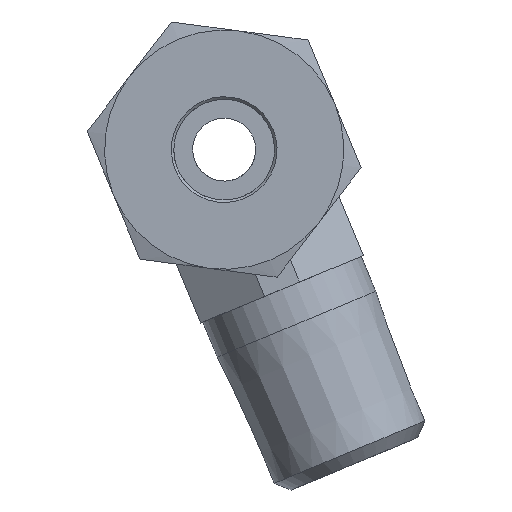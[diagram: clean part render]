
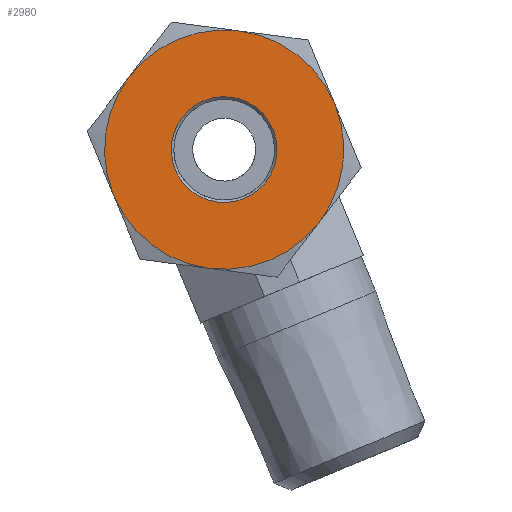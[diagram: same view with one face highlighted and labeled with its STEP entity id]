
A CAD part, front view. The second image highlights one B-rep face of the part: STEP entity #2980.
In plain terms, the highlighted face is planar.
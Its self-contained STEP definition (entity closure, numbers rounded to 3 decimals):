
#2884=CARTESIAN_POINT('',(4.2,0.,16.5));
#2885=VERTEX_POINT('',#2884);
#2886=CARTESIAN_POINT('',(0.0,0.0,16.5));
#2887=DIRECTION('',(0.0,0.0,1.0));
#2888=DIRECTION('',(-1.0,0.0,0.0));
#2889=AXIS2_PLACEMENT_3D('',#2886,#2887,#2888);
#2890=CIRCLE('',#2889,4.2);
#2891=EDGE_CURVE('',#2885,#2885,#2890,.T.);
#2916=CARTESIAN_POINT('',(0.,0.,16.5));
#2917=DIRECTION('',(0.0,0.0,1.0));
#2918=DIRECTION('',(1.0,0.0,0.0));
#2919=AXIS2_PLACEMENT_3D('',#2916,#2917,#2918);
#2920=PLANE('',#2919);
#2921=CARTESIAN_POINT('',(-4.75,-8.227,16.5));
#2922=VERTEX_POINT('',#2921);
#2923=CARTESIAN_POINT('',(4.75,-8.227,16.5));
#2924=VERTEX_POINT('',#2923);
#2925=CARTESIAN_POINT('',(0.0,0.0,16.5));
#2926=DIRECTION('',(0.0,0.0,1.0));
#2927=DIRECTION('',(-0.5,-0.866,0.0));
#2928=AXIS2_PLACEMENT_3D('',#2925,#2926,#2927);
#2929=CIRCLE('',#2928,9.5);
#2930=EDGE_CURVE('',#2922,#2924,#2929,.T.);
#2931=ORIENTED_EDGE('',*,*,#2930,.T.);
#2932=CARTESIAN_POINT('',(9.5,0.,16.5));
#2933=VERTEX_POINT('',#2932);
#2934=CARTESIAN_POINT('',(0.0,0.0,16.5));
#2935=DIRECTION('',(0.0,0.0,1.0));
#2936=DIRECTION('',(-0.5,-0.866,0.0));
#2937=AXIS2_PLACEMENT_3D('',#2934,#2935,#2936);
#2938=CIRCLE('',#2937,9.5);
#2939=EDGE_CURVE('',#2924,#2933,#2938,.T.);
#2940=ORIENTED_EDGE('',*,*,#2939,.T.);
#2941=CARTESIAN_POINT('',(4.75,8.227,16.5));
#2942=VERTEX_POINT('',#2941);
#2943=CARTESIAN_POINT('',(0.0,0.0,16.5));
#2944=DIRECTION('',(0.0,0.0,1.0));
#2945=DIRECTION('',(-0.5,-0.866,0.0));
#2946=AXIS2_PLACEMENT_3D('',#2943,#2944,#2945);
#2947=CIRCLE('',#2946,9.5);
#2948=EDGE_CURVE('',#2933,#2942,#2947,.T.);
#2949=ORIENTED_EDGE('',*,*,#2948,.T.);
#2950=CARTESIAN_POINT('',(-4.75,8.227,16.5));
#2951=VERTEX_POINT('',#2950);
#2952=CARTESIAN_POINT('',(0.0,0.0,16.5));
#2953=DIRECTION('',(0.0,0.0,1.0));
#2954=DIRECTION('',(-0.5,-0.866,0.0));
#2955=AXIS2_PLACEMENT_3D('',#2952,#2953,#2954);
#2956=CIRCLE('',#2955,9.5);
#2957=EDGE_CURVE('',#2942,#2951,#2956,.T.);
#2958=ORIENTED_EDGE('',*,*,#2957,.T.);
#2959=CARTESIAN_POINT('',(-9.5,0.0,16.5));
#2960=VERTEX_POINT('',#2959);
#2961=CARTESIAN_POINT('',(0.0,0.0,16.5));
#2962=DIRECTION('',(0.0,0.0,1.0));
#2963=DIRECTION('',(-0.5,-0.866,0.0));
#2964=AXIS2_PLACEMENT_3D('',#2961,#2962,#2963);
#2965=CIRCLE('',#2964,9.5);
#2966=EDGE_CURVE('',#2951,#2960,#2965,.T.);
#2967=ORIENTED_EDGE('',*,*,#2966,.T.);
#2968=CARTESIAN_POINT('',(0.0,0.0,16.5));
#2969=DIRECTION('',(0.0,0.0,1.0));
#2970=DIRECTION('',(-0.5,-0.866,0.0));
#2971=AXIS2_PLACEMENT_3D('',#2968,#2969,#2970);
#2972=CIRCLE('',#2971,9.5);
#2973=EDGE_CURVE('',#2960,#2922,#2972,.T.);
#2974=ORIENTED_EDGE('',*,*,#2973,.T.);
#2975=EDGE_LOOP('',(#2931,#2940,#2949,#2958,#2967,#2974));
#2976=FACE_OUTER_BOUND('',#2975,.T.);
#2977=ORIENTED_EDGE('',*,*,#2891,.F.);
#2978=EDGE_LOOP('',(#2977));
#2979=FACE_BOUND('',#2978,.T.);
#2980=ADVANCED_FACE('',(#2976,#2979),#2920,.T.);
